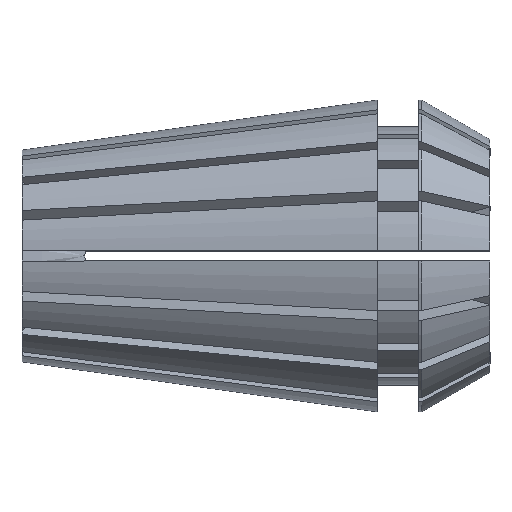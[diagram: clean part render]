
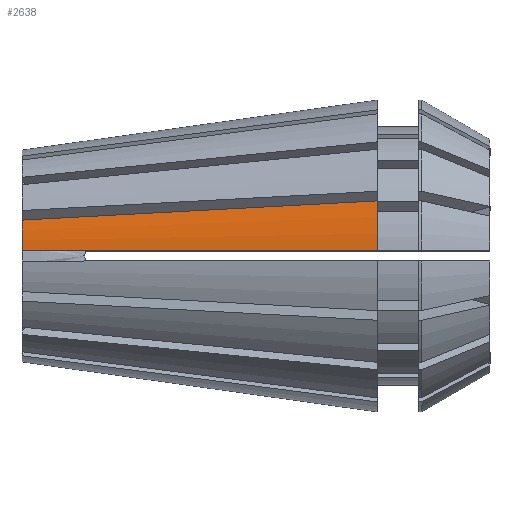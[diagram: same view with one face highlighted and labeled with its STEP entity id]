
A CAD part, top view. The second image highlights one B-rep face of the part: STEP entity #2638.
In plain terms, the highlighted conical face has half-angle 8 degrees and reference radius 10.5 mm.
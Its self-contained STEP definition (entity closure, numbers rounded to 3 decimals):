
#15 = CARTESIAN_POINT ( 'NONE',  ( 23.9, 0., 0. ) ) ;
#348 = ORIENTED_EDGE ( 'NONE', *, *, #3694, .F. ) ;
#417 = CARTESIAN_POINT ( 'NONE',  ( 2.041, 0.35, 7.42 ) ) ;
#460 = DIRECTION ( 'NONE',  ( 0., 0., 1. ) ) ;
#586 = CARTESIAN_POINT ( 'NONE',  ( 8.277, 2.852, 7.8 ) ) ;
#607 = CARTESIAN_POINT ( 'NONE',  ( 23.9, 3.693, 9.83 ) ) ;
#659 = DIRECTION ( 'NONE',  ( 0., 0., -1. ) ) ;
#664 = ORIENTED_EDGE ( 'NONE', *, *, #5672, .F. ) ;
#878 = CARTESIAN_POINT ( 'NONE',  ( 0., 0.35, 7.133 ) ) ;
#910 = CARTESIAN_POINT ( 'NONE',  ( 0., 2.406, 6.724 ) ) ;
#1045 = CARTESIAN_POINT ( 'NONE',  ( 16.244, 3.281, 8.835 ) ) ;
#1230 = VERTEX_POINT ( 'NONE', #910 ) ;
#1311 = CARTESIAN_POINT ( 'NONE',  ( 21.342, 0.35, 10.135 ) ) ;
#1515 = CARTESIAN_POINT ( 'NONE',  ( 23.9, 3.693, 9.83 ) ) ;
#1619 = VERTEX_POINT ( 'NONE', #3402 ) ;
#1722 = CARTESIAN_POINT ( 'NONE',  ( 23.9, 0.35, 10.494 ) ) ;
#1761 = CARTESIAN_POINT ( 'NONE',  ( 23.9, 0.35, 10.494 ) ) ;
#1805 = ORIENTED_EDGE ( 'NONE', *, *, #5290, .F. ) ;
#1841 = AXIS2_PLACEMENT_3D ( 'NONE', #1853, #4996, #2315 ) ;
#1853 = CARTESIAN_POINT ( 'NONE',  ( 0., 0., 0. ) ) ;
#1962 = EDGE_LOOP ( 'NONE', ( #1805, #348, #664, #5098 ) ) ;
#2136 = B_SPLINE_CURVE_WITH_KNOTS ( 'NONE', 3,
 ( #2400, #5072, #586, #3765, #1045, #4195, #1515 ),
 .UNSPECIFIED., .F., .F.,
 ( 4, 3, 4 ),
 ( 0., 0.013, 0.024 ),
 .UNSPECIFIED. ) ;
#2209 = CARTESIAN_POINT ( 'NONE',  ( 18.783, 0.35, 9.775 ) ) ;
#2315 = DIRECTION ( 'NONE',  ( 0., 0., 1. ) ) ;
#2400 = CARTESIAN_POINT ( 'NONE',  ( 0., 2.406, 6.724 ) ) ;
#2638 = ADVANCED_FACE ( 'NONE', ( #4968 ), #4536, .T. ) ;
#2681 = CARTESIAN_POINT ( 'NONE',  ( 11.837, 0.35, 8.798 ) ) ;
#2934 = DIRECTION ( 'NONE',  ( 1., 0., 0. ) ) ;
#2939 = CIRCLE ( 'NONE', #1841, 7.141 ) ;
#3146 = CARTESIAN_POINT ( 'NONE',  ( 3.061, 0.35, 7.564 ) ) ;
#3185 = DIRECTION ( 'NONE',  ( -1., 0., 0. ) ) ;
#3358 = VERTEX_POINT ( 'NONE', #607 ) ;
#3402 = CARTESIAN_POINT ( 'NONE',  ( 0., 0.35, 7.133 ) ) ;
#3594 = CARTESIAN_POINT ( 'NONE',  ( 1.02, 0.35, 7.276 ) ) ;
#3694 = EDGE_CURVE ( 'NONE', #1619, #1230, #2939, .T. ) ;
#3765 = CARTESIAN_POINT ( 'NONE',  ( 12.415, 3.075, 8.337 ) ) ;
#4057 = AXIS2_PLACEMENT_3D ( 'NONE', #4685, #2934, #659 ) ;
#4195 = CARTESIAN_POINT ( 'NONE',  ( 20.072, 3.487, 9.332 ) ) ;
#4199 = VERTEX_POINT ( 'NONE', #1722 ) ;
#4536 = CONICAL_SURFACE ( 'NONE', #4057, 10.5, 0.14 ) ;
#4685 = CARTESIAN_POINT ( 'NONE',  ( 23.9, 0., 0. ) ) ;
#4694 = CIRCLE ( 'NONE', #5493, 10.5 ) ;
#4968 = FACE_OUTER_BOUND ( 'NONE', #1962, .T. ) ;
#4996 = DIRECTION ( 'NONE',  ( -1., 0., 0. ) ) ;
#5072 = CARTESIAN_POINT ( 'NONE',  ( 4.138, 2.629, 7.262 ) ) ;
#5098 = ORIENTED_EDGE ( 'NONE', *, *, #5103, .T. ) ;
#5103 = EDGE_CURVE ( 'NONE', #4199, #3358, #4694, .T. ) ;
#5290 = EDGE_CURVE ( 'NONE', #1230, #3358, #2136, .T. ) ;
#5349 = CARTESIAN_POINT ( 'NONE',  ( 16.225, 0.35, 9.415 ) ) ;
#5454 = B_SPLINE_CURVE_WITH_KNOTS ( 'NONE', 3,
 ( #1761, #1311, #2209, #5349, #2681, #5806, #3146, #417, #3594, #878 ),
 .UNSPECIFIED., .F., .F.,
 ( 4, 3, 3, 4 ),
 ( 0.044, 0.052, 0.065, 0.068 ),
 .UNSPECIFIED. ) ;
#5493 = AXIS2_PLACEMENT_3D ( 'NONE', #15, #3185, #460 ) ;
#5672 = EDGE_CURVE ( 'NONE', #4199, #1619, #5454, .T. ) ;
#5806 = CARTESIAN_POINT ( 'NONE',  ( 7.449, 0.35, 8.181 ) ) ;
